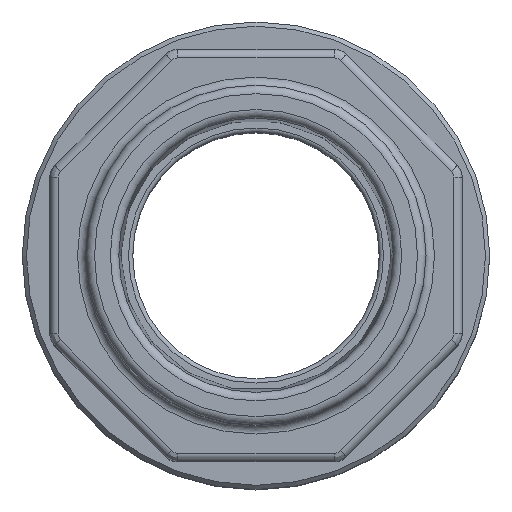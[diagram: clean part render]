
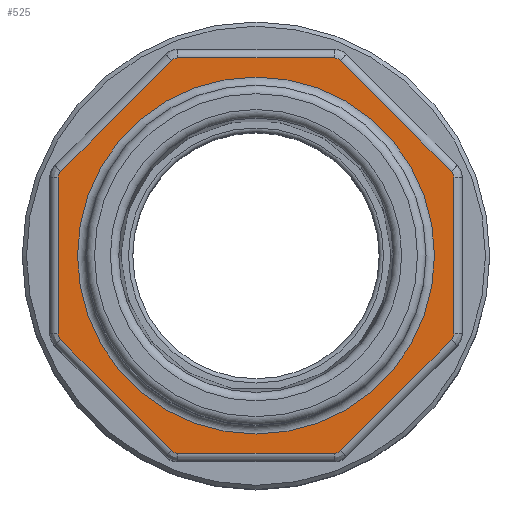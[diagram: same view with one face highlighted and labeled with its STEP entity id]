
A CAD part, top view. The second image highlights one B-rep face of the part: STEP entity #525.
In plain terms, the highlighted planar face has unit normal (0, 0, 1).
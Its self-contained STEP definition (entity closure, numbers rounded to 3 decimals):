
#241=LINE('',#5695,#330);
#242=LINE('',#5700,#331);
#243=LINE('',#5704,#332);
#244=LINE('',#5708,#333);
#245=LINE('',#5712,#334);
#246=LINE('',#5716,#335);
#247=LINE('',#5720,#336);
#248=LINE('',#5724,#337);
#330=VECTOR('',#2420,1.);
#331=VECTOR('',#2423,1.);
#332=VECTOR('',#2426,1.);
#333=VECTOR('',#2429,1.);
#334=VECTOR('',#2432,1.);
#335=VECTOR('',#2435,1.);
#336=VECTOR('',#2438,1.);
#337=VECTOR('',#2441,1.);
#445=PLANE('',#1991);
#525=ADVANCED_FACE('',(#660,#661),#445,.T.);
#660=FACE_BOUND('',#792,.T.);
#661=FACE_BOUND('',#793,.T.);
#792=EDGE_LOOP('',(#1145,#1146,#1147,#1148,#1149,#1150,#1151,#1152,#1153,
#1154,#1155,#1156,#1157,#1158,#1159,#1160));
#793=EDGE_LOOP('',(#1161));
#1145=ORIENTED_EDGE('',*,*,#1655,.T.);
#1146=ORIENTED_EDGE('',*,*,#1656,.T.);
#1147=ORIENTED_EDGE('',*,*,#1657,.T.);
#1148=ORIENTED_EDGE('',*,*,#1658,.T.);
#1149=ORIENTED_EDGE('',*,*,#1659,.T.);
#1150=ORIENTED_EDGE('',*,*,#1660,.T.);
#1151=ORIENTED_EDGE('',*,*,#1661,.T.);
#1152=ORIENTED_EDGE('',*,*,#1662,.T.);
#1153=ORIENTED_EDGE('',*,*,#1663,.T.);
#1154=ORIENTED_EDGE('',*,*,#1664,.T.);
#1155=ORIENTED_EDGE('',*,*,#1665,.T.);
#1156=ORIENTED_EDGE('',*,*,#1666,.T.);
#1157=ORIENTED_EDGE('',*,*,#1667,.T.);
#1158=ORIENTED_EDGE('',*,*,#1668,.T.);
#1159=ORIENTED_EDGE('',*,*,#1669,.T.);
#1160=ORIENTED_EDGE('',*,*,#1670,.T.);
#1161=ORIENTED_EDGE('',*,*,#1671,.T.);
#1455=VERTEX_POINT('',#5696);
#1456=VERTEX_POINT('',#5697);
#1457=VERTEX_POINT('',#5699);
#1458=VERTEX_POINT('',#5701);
#1459=VERTEX_POINT('',#5703);
#1460=VERTEX_POINT('',#5705);
#1461=VERTEX_POINT('',#5707);
#1462=VERTEX_POINT('',#5709);
#1463=VERTEX_POINT('',#5711);
#1464=VERTEX_POINT('',#5713);
#1465=VERTEX_POINT('',#5715);
#1466=VERTEX_POINT('',#5717);
#1467=VERTEX_POINT('',#5719);
#1468=VERTEX_POINT('',#5721);
#1469=VERTEX_POINT('',#5723);
#1470=VERTEX_POINT('',#5725);
#1471=VERTEX_POINT('',#5728);
#1655=EDGE_CURVE('',#1455,#1456,#241,.T.);
#1656=EDGE_CURVE('',#1456,#1457,#1794,.T.);
#1657=EDGE_CURVE('',#1457,#1458,#242,.T.);
#1658=EDGE_CURVE('',#1458,#1459,#1795,.T.);
#1659=EDGE_CURVE('',#1459,#1460,#243,.T.);
#1660=EDGE_CURVE('',#1460,#1461,#1796,.T.);
#1661=EDGE_CURVE('',#1461,#1462,#244,.T.);
#1662=EDGE_CURVE('',#1462,#1463,#1797,.T.);
#1663=EDGE_CURVE('',#1463,#1464,#245,.T.);
#1664=EDGE_CURVE('',#1464,#1465,#1798,.T.);
#1665=EDGE_CURVE('',#1465,#1466,#246,.T.);
#1666=EDGE_CURVE('',#1466,#1467,#1799,.T.);
#1667=EDGE_CURVE('',#1467,#1468,#247,.T.);
#1668=EDGE_CURVE('',#1468,#1469,#1800,.T.);
#1669=EDGE_CURVE('',#1469,#1470,#248,.T.);
#1670=EDGE_CURVE('',#1470,#1455,#1801,.T.);
#1671=EDGE_CURVE('',#1471,#1471,#1802,.T.);
#1794=CIRCLE('',#1982,1.);
#1795=CIRCLE('',#1983,1.);
#1796=CIRCLE('',#1984,1.);
#1797=CIRCLE('',#1985,1.);
#1798=CIRCLE('',#1986,1.);
#1799=CIRCLE('',#1987,1.);
#1800=CIRCLE('',#1988,1.);
#1801=CIRCLE('',#1989,1.);
#1802=CIRCLE('',#1990,21.);
#1982=AXIS2_PLACEMENT_3D('',#5698,#2421,#2422);
#1983=AXIS2_PLACEMENT_3D('',#5702,#2424,#2425);
#1984=AXIS2_PLACEMENT_3D('',#5706,#2427,#2428);
#1985=AXIS2_PLACEMENT_3D('',#5710,#2430,#2431);
#1986=AXIS2_PLACEMENT_3D('',#5714,#2433,#2434);
#1987=AXIS2_PLACEMENT_3D('',#5718,#2436,#2437);
#1988=AXIS2_PLACEMENT_3D('',#5722,#2439,#2440);
#1989=AXIS2_PLACEMENT_3D('',#5726,#2442,#2443);
#1990=AXIS2_PLACEMENT_3D('',#5727,#2444,#2445);
#1991=AXIS2_PLACEMENT_3D('',#5729,#2446,#2447);
#2420=DIRECTION('',(0.,1.,0.));
#2421=DIRECTION('',(0.,0.,1.));
#2422=DIRECTION('',(-1.,0.,0.));
#2423=DIRECTION('',(-0.707,0.707,0.));
#2424=DIRECTION('',(0.,0.,1.));
#2425=DIRECTION('',(-1.,0.,0.));
#2426=DIRECTION('',(-1.,0.,0.));
#2427=DIRECTION('',(0.,0.,1.));
#2428=DIRECTION('',(-1.,0.,0.));
#2429=DIRECTION('',(-0.707,-0.707,0.));
#2430=DIRECTION('',(0.,0.,1.));
#2431=DIRECTION('',(-1.,0.,0.));
#2432=DIRECTION('',(0.,-1.,0.));
#2433=DIRECTION('',(0.,0.,1.));
#2434=DIRECTION('',(-1.,0.,0.));
#2435=DIRECTION('',(0.707,-0.707,0.));
#2436=DIRECTION('',(0.,0.,1.));
#2437=DIRECTION('',(-1.,0.,0.));
#2438=DIRECTION('',(1.,0.,0.));
#2439=DIRECTION('',(0.,0.,1.));
#2440=DIRECTION('',(-1.,0.,0.));
#2441=DIRECTION('',(0.707,0.707,0.));
#2442=DIRECTION('',(0.,0.,1.));
#2443=DIRECTION('',(-1.,0.,0.));
#2444=DIRECTION('',(0.,0.,-1.));
#2445=DIRECTION('',(-1.,0.,0.));
#2446=DIRECTION('',(0.,0.,1.));
#2447=DIRECTION('',(-1.,0.,0.));
#5695=CARTESIAN_POINT('',(23.25,-95.955,73.));
#5696=CARTESIAN_POINT('',(23.25,-115.216,73.));
#5697=CARTESIAN_POINT('',(23.25,-96.784,73.));
#5698=CARTESIAN_POINT('',(22.25,-96.784,73.));
#5699=CARTESIAN_POINT('',(22.957,-96.077,73.));
#5700=CARTESIAN_POINT('',(16.44,-89.56,73.));
#5701=CARTESIAN_POINT('',(9.923,-83.043,73.));
#5702=CARTESIAN_POINT('',(9.216,-83.75,73.));
#5703=CARTESIAN_POINT('',(9.216,-82.75,73.));
#5704=CARTESIAN_POINT('',(0.,-82.75,73.));
#5705=CARTESIAN_POINT('',(-9.216,-82.75,73.));
#5706=CARTESIAN_POINT('',(-9.216,-83.75,73.));
#5707=CARTESIAN_POINT('',(-9.923,-83.043,73.));
#5708=CARTESIAN_POINT('',(-16.44,-89.56,73.));
#5709=CARTESIAN_POINT('',(-22.957,-96.077,73.));
#5710=CARTESIAN_POINT('',(-22.25,-96.784,73.));
#5711=CARTESIAN_POINT('',(-23.25,-96.784,73.));
#5712=CARTESIAN_POINT('',(-23.25,-106.,73.));
#5713=CARTESIAN_POINT('',(-23.25,-115.216,73.));
#5714=CARTESIAN_POINT('',(-22.25,-115.216,73.));
#5715=CARTESIAN_POINT('',(-22.957,-115.923,73.));
#5716=CARTESIAN_POINT('',(-9.338,-129.543,73.));
#5717=CARTESIAN_POINT('',(-9.923,-128.957,73.));
#5718=CARTESIAN_POINT('',(-9.216,-128.25,73.));
#5719=CARTESIAN_POINT('',(-9.216,-129.25,73.));
#5720=CARTESIAN_POINT('',(10.045,-129.25,73.));
#5721=CARTESIAN_POINT('',(9.216,-129.25,73.));
#5722=CARTESIAN_POINT('',(9.216,-128.25,73.));
#5723=CARTESIAN_POINT('',(9.923,-128.957,73.));
#5724=CARTESIAN_POINT('',(23.543,-115.338,73.));
#5725=CARTESIAN_POINT('',(22.957,-115.923,73.));
#5726=CARTESIAN_POINT('',(22.25,-115.216,73.));
#5727=CARTESIAN_POINT('',(0.,-106.,73.));
#5728=CARTESIAN_POINT('',(-21.,-106.,73.));
#5729=CARTESIAN_POINT('',(0.,-106.,73.));
